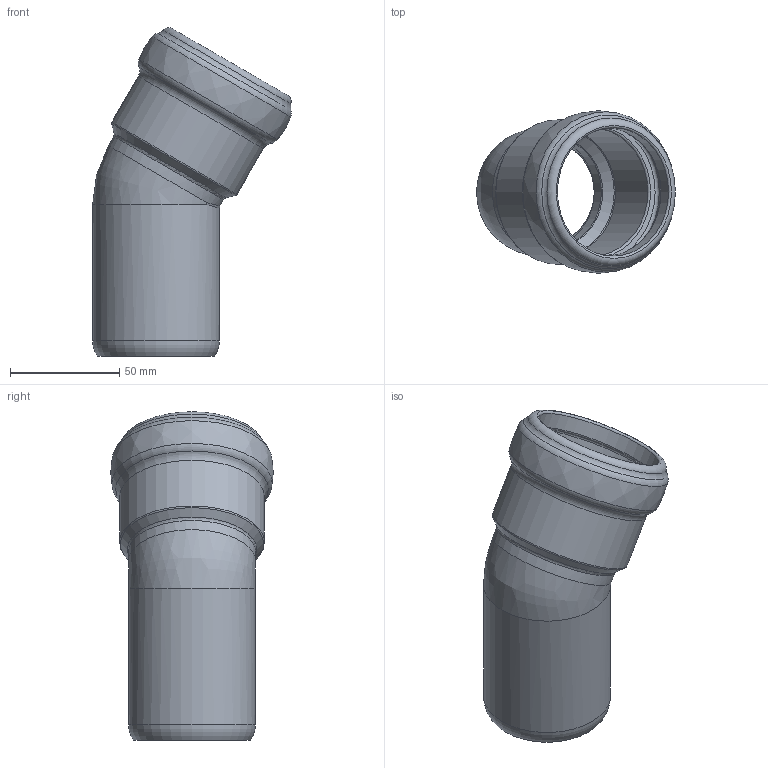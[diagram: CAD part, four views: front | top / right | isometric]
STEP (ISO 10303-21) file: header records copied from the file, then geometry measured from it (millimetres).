
FILE_DESCRIPTION(/* description */ (''),/* implementation_level */ '2;1');
FILE_NAME(/* name */ '332110 SKOLANsafeB Bogen DN_OD 58_30°.stp',/* time_stamp */ '2018-01-09T09:02:29+01:00',/* author */ ('user1'),/* organization */ (''),/* preprocessor_version */ 'ST-DEVELOPER v16.1',/* originating_system */ 'Autodesk Inventor 2016',/* authorisation */ '');
FILE_SCHEMA (('AUTOMOTIVE_DESIGN { 1 0 10303 214 3 1 1 }'));
Length unit declared in the file: millimetre
Products named in the file (1): 332110 SKOLANsafeB Bogen DN_OD 58_30°
Bounding box: 90.92 x 74.4 x 150.21 mm (x, y, z)
Volume: 110023.2 mm3; surface area: 55141.3 mm2
Topology: 1 solids, 1 shells, 32 faces, 71 edges, 38 vertices
Faces by surface type: torus 15, cylinder 8, cone 4, bspline 4, plane 1
Full cylindrical faces by diameter (mm): 49.6 x2, 58 x2, 58.5 x1, 58.8 x1, 66.1 x1, 67.6 x1
Entity records: 806 total; most frequent: CARTESIAN_POINT 220, DIRECTION 128, ORIENTED_EDGE 76, AXIS2_PLACEMENT_3D 64, EDGE_LOOP 60, EDGE_CURVE 38, VERTEX_POINT 34, CIRCLE 33
